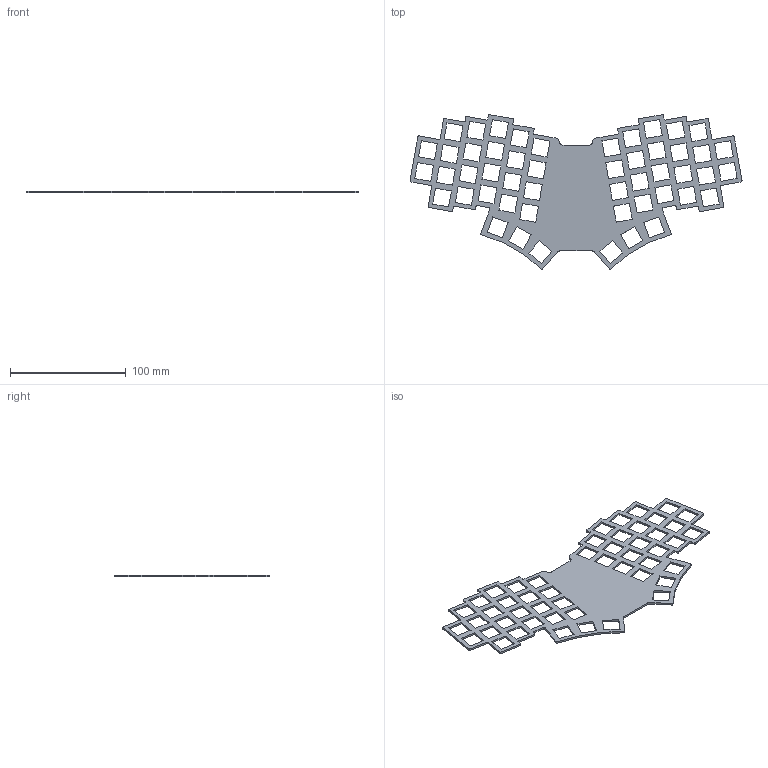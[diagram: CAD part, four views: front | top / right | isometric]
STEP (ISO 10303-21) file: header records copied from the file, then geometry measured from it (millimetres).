
FILE_DESCRIPTION(('KiCad electronic assembly'),'2;1');
FILE_NAME('plate.step','2025-05-08T19:10:20',('Pcbnew'),('Kicad'), 'Open CASCADE STEP processor 7.7','KiCad to STEP converter','Unknown' );
FILE_SCHEMA(('AUTOMOTIVE_DESIGN { 1 0 10303 214 1 1 1 1 }'));
Length unit declared in the file: millimetre
Products named in the file (2): plate 1; plate_PCB
Assembly tree (1 placements, depth 2):
  plate 1
    plate_PCB
Bounding box: 286.29 x 133.35 x 1.6 mm (x, y, z)
Volume: 23668.4 mm3; surface area: 35445.1 mm2
Topology: 1 solids, 1 shells, 297 faces, 885 edges, 590 vertices
Faces by surface type: plane 247, cylinder 50
Entity records: 10096 total; most frequent: CARTESIAN_POINT 1774, ORIENTED_EDGE 1770, DIRECTION 1583, EDGE_CURVE 885, LINE 785, VECTOR 785, VERTEX_POINT 590, AXIS2_PLACEMENT_3D 399
